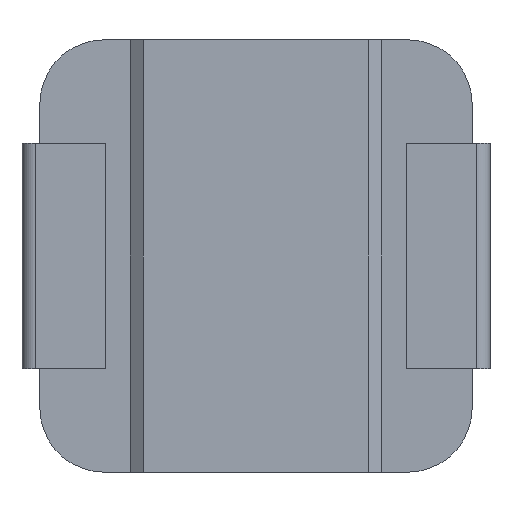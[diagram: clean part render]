
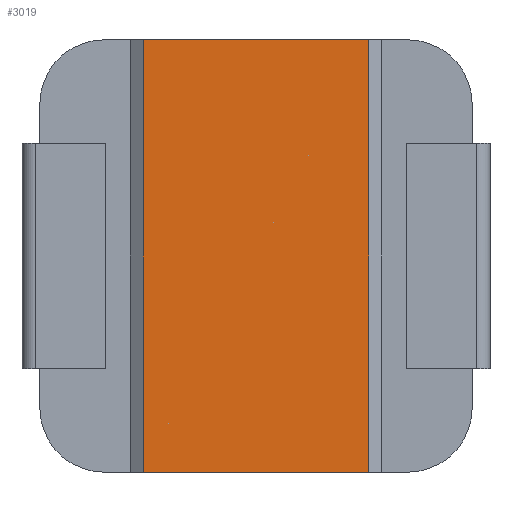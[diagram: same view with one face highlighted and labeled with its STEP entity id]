
A CAD part, front view. The second image highlights one B-rep face of the part: STEP entity #3019.
In plain terms, the highlighted planar face has unit normal (0, -1, 0).
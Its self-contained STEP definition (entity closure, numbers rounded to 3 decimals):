
#134 = VECTOR ( 'NONE', #3619, 1000. ) ;
#268 = VECTOR ( 'NONE', #1400, 1000. ) ;
#770 = CARTESIAN_POINT ( 'NONE',  ( 0., 0., 0. ) ) ;
#1282 = DIRECTION ( 'NONE',  ( 0., 0., 1. ) ) ;
#1400 = DIRECTION ( 'NONE',  ( -1., 0., 0. ) ) ;
#1483 = LINE ( 'NONE', #3700, #3225 ) ;
#1541 = EDGE_CURVE ( 'NONE', #5188, #2218, #1483, .T. ) ;
#1626 = ORIENTED_EDGE ( 'NONE', *, *, #3602, .F. ) ;
#2218 = VERTEX_POINT ( 'NONE', #3449 ) ;
#2241 = FACE_OUTER_BOUND ( 'NONE', #4475, .T. ) ;
#2397 = VECTOR ( 'NONE', #6000, 1000. ) ;
#2696 = CARTESIAN_POINT ( 'NONE',  ( 1.75, 0., -3.35 ) ) ;
#3019 = ADVANCED_FACE ( 'NONE', ( #2241 ), #4328, .F. ) ;
#3108 = EDGE_CURVE ( 'NONE', #4949, #5188, #4102, .T. ) ;
#3225 = VECTOR ( 'NONE', #5688, 1000. ) ;
#3394 = LINE ( 'NONE', #4567, #268 ) ;
#3424 = CARTESIAN_POINT ( 'NONE',  ( -1.75, 0., 3.35 ) ) ;
#3449 = CARTESIAN_POINT ( 'NONE',  ( 1.75, 0., 3.35 ) ) ;
#3602 = EDGE_CURVE ( 'NONE', #4306, #4949, #3394, .T. ) ;
#3619 = DIRECTION ( 'NONE',  ( 0., 0., 1. ) ) ;
#3700 = CARTESIAN_POINT ( 'NONE',  ( -3.35, 0., 3.35 ) ) ;
#4102 = LINE ( 'NONE', #6566, #2397 ) ;
#4160 = AXIS2_PLACEMENT_3D ( 'NONE', #770, #4918, #1282 ) ;
#4306 = VERTEX_POINT ( 'NONE', #5016 ) ;
#4328 = PLANE ( 'NONE',  #4160 ) ;
#4475 = EDGE_LOOP ( 'NONE', ( #6205, #4848, #1626, #4633 ) ) ;
#4567 = CARTESIAN_POINT ( 'NONE',  ( -3.35, 0., -3.35 ) ) ;
#4633 = ORIENTED_EDGE ( 'NONE', *, *, #5521, .T. ) ;
#4715 = CARTESIAN_POINT ( 'NONE',  ( -1.75, 0., -3.35 ) ) ;
#4848 = ORIENTED_EDGE ( 'NONE', *, *, #3108, .F. ) ;
#4918 = DIRECTION ( 'NONE',  ( 0., 1., 0. ) ) ;
#4949 = VERTEX_POINT ( 'NONE', #4715 ) ;
#5016 = CARTESIAN_POINT ( 'NONE',  ( 1.75, 0., -3.35 ) ) ;
#5188 = VERTEX_POINT ( 'NONE', #3424 ) ;
#5521 = EDGE_CURVE ( 'NONE', #4306, #2218, #6415, .T. ) ;
#5688 = DIRECTION ( 'NONE',  ( 1., 0., 0. ) ) ;
#6000 = DIRECTION ( 'NONE',  ( 0., 0., 1. ) ) ;
#6205 = ORIENTED_EDGE ( 'NONE', *, *, #1541, .F. ) ;
#6415 = LINE ( 'NONE', #2696, #134 ) ;
#6566 = CARTESIAN_POINT ( 'NONE',  ( -1.75, 0., -3.35 ) ) ;
